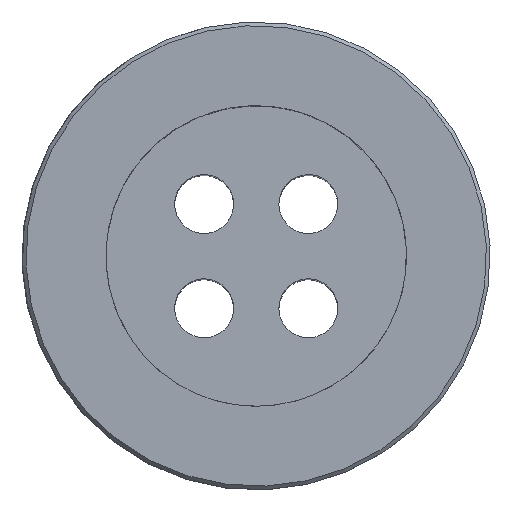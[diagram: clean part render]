
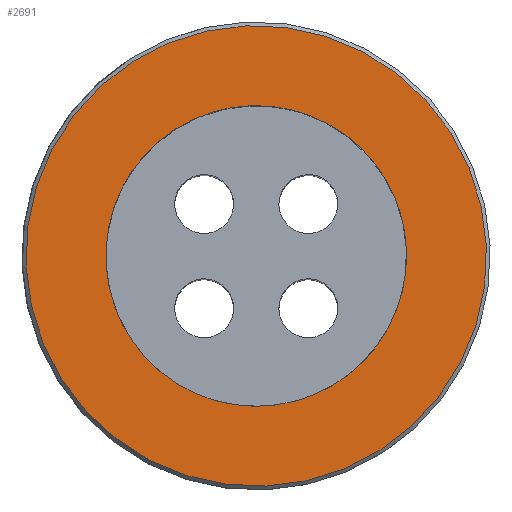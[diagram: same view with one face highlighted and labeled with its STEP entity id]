
A CAD part, front view. The second image highlights one B-rep face of the part: STEP entity #2691.
In plain terms, the highlighted face is planar.
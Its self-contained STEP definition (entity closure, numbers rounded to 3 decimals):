
#37=FACE_BOUND('',#415,.T.);
#46=ELLIPSE('',#3062,10.2,10.2);
#66=PLANE('',#3061);
#264=FACE_OUTER_BOUND('',#414,.T.);
#414=EDGE_LOOP('',(#2343));
#415=EDGE_LOOP('',(#2344));
#1095=CIRCLE('',#3060,15.625);
#1368=VERTEX_POINT('',#4761);
#1369=VERTEX_POINT('',#4765);
#1716=EDGE_CURVE('',#1368,#1368,#1095,.T.);
#1718=EDGE_CURVE('',#1369,#1369,#46,.F.);
#2343=ORIENTED_EDGE('',*,*,#1716,.F.);
#2344=ORIENTED_EDGE('',*,*,#1718,.T.);
#2691=ADVANCED_FACE('',(#264,#37),#66,.F.);
#3060=AXIS2_PLACEMENT_3D('',#4762,#3850,#3851);
#3061=AXIS2_PLACEMENT_3D('',#4764,#3853,#3854);
#3062=AXIS2_PLACEMENT_3D('',#4766,#3855,#3856);
#3850=DIRECTION('center_axis',(0.,0.,-1.));
#3851=DIRECTION('ref_axis',(1.,0.,0.));
#3853=DIRECTION('center_axis',(0.,0.,-1.));
#3854=DIRECTION('ref_axis',(-1.,0.,0.));
#3855=DIRECTION('center_axis',(0.,0.,1.));
#3856=DIRECTION('ref_axis',(0.,-1.,0.));
#4761=CARTESIAN_POINT('',(-15.625,0.,11.049));
#4762=CARTESIAN_POINT('Origin',(0.,0.,11.049));
#4764=CARTESIAN_POINT('Origin',(0.,15.875,11.049));
#4765=CARTESIAN_POINT('',(10.2,0.001,11.049));
#4766=CARTESIAN_POINT('Origin',(0.,0.001,
11.049));
